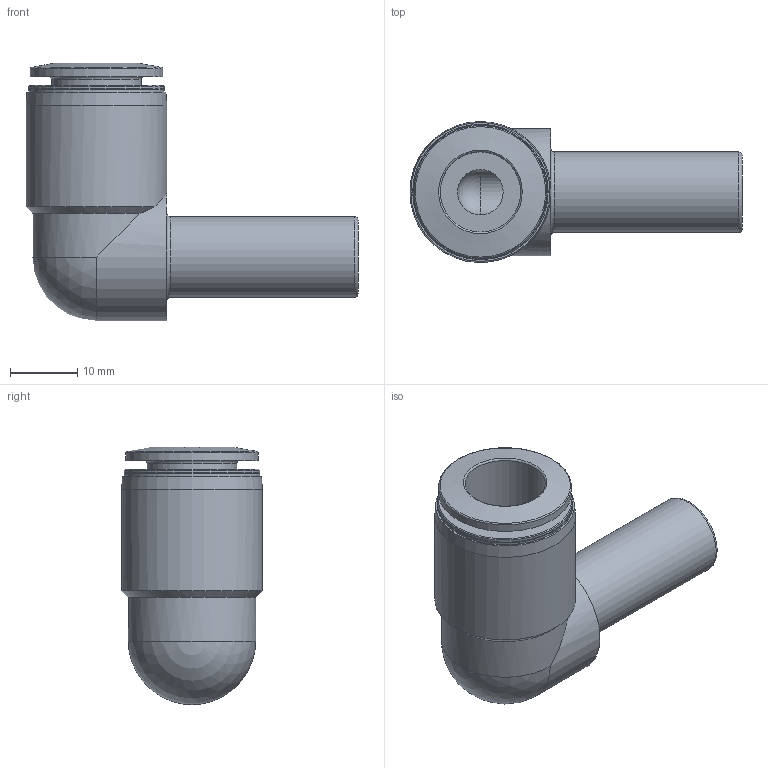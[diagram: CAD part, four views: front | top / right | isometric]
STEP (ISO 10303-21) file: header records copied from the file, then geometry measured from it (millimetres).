
FILE_DESCRIPTION(/* description */ ('STEP AP214'),/* implementation_level */ '2;1');
FILE_NAME(/* name */ '153060_QSL-12H',/* time_stamp */ '2024-09-10T09:23:53+02:00',/* author */ ('License CC BY-ND 4.0'),/* organization */ ('CADENAS'),/* preprocessor_version */ 'ST-DEVELOPER v19.3',/* originating_system */ 'PARTsolutions',/* authorisation */ ' ');
FILE_SCHEMA (('AUTOMOTIVE_DESIGN {1 0 10303 214 3 1 1}'));
Length unit declared in the file: millimetre
Products named in the file (1): 153060 QSL-12H
Bounding box: 49.5 x 21 x 38.39 mm (x, y, z)
Volume: 10804.4 mm3; surface area: 6083.9 mm2
Topology: 1 solids, 1 shells, 30 faces, 63 edges, 37 vertices
Faces by surface type: cylinder 11, cone 6, plane 6, torus 5, sphere 2
Full cylindrical faces by diameter (mm): 6.8 x2, 12 x2, 13.4 x1, 19 x1, 19.8 x1, 20.2 x2, 21 x1
Entity records: 895 total; most frequent: DIRECTION 128, CARTESIAN_POINT 114, ORIENTED_EDGE 74, AXIS2_PLACEMENT_3D 64, EDGE_LOOP 55, FACE_BOUND 55, EDGE_CURVE 37, VERTEX_POINT 32
